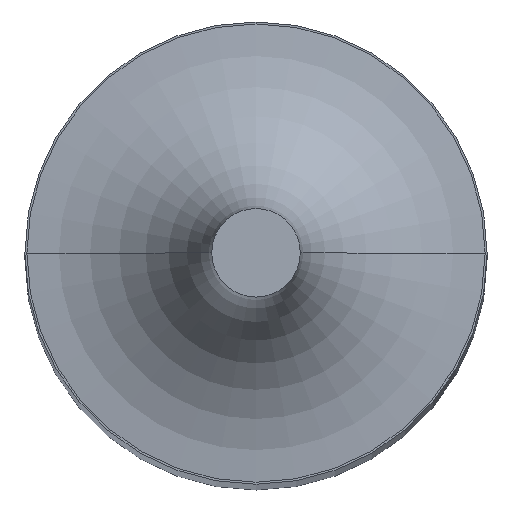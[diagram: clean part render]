
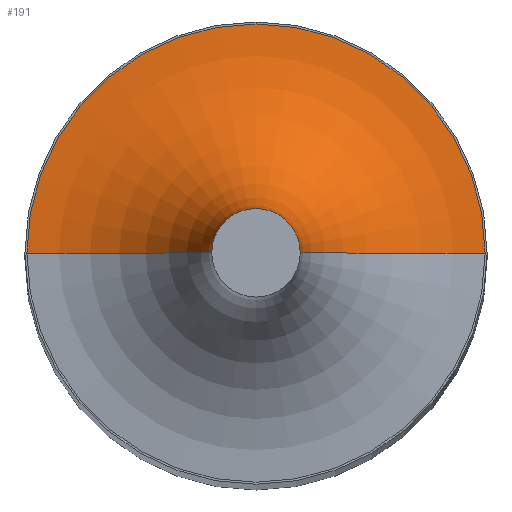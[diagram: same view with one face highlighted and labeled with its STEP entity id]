
A CAD part, top view. The second image highlights one B-rep face of the part: STEP entity #191.
In plain terms, the highlighted toroidal (fillet/blend) face has major radius 3.935 mm and minor radius 3.175 mm.
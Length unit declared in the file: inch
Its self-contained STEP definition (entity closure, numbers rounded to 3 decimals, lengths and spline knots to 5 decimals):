
#6 = ORIENTED_EDGE ( 'NONE', *, *, #119, .F. ) ;
#15 = DIRECTION ( 'NONE',  ( 1., 0., 0. ) ) ;
#17 = CIRCLE ( 'NONE', #312, 0.15491 ) ;
#26 = DIRECTION ( 'NONE',  ( 0., -1., 0. ) ) ;
#33 = FACE_OUTER_BOUND ( 'NONE', #233, .T. ) ;
#35 = DIRECTION ( 'NONE',  ( 0., 1., 0. ) ) ;
#37 = VERTEX_POINT ( 'NONE', #160 ) ;
#42 = DIRECTION ( 'NONE',  ( -1., 0., 0. ) ) ;
#45 = AXIS2_PLACEMENT_3D ( 'NONE', #407, #246, #129 ) ;
#68 = CARTESIAN_POINT ( 'NONE',  ( 0., 0., 2.37 ) ) ;
#72 = EDGE_CURVE ( 'NONE', #37, #381, #202, .T. ) ;
#77 = TOROIDAL_SURFACE ( 'NONE', #45, 0.15491, 0.125 ) ;
#89 = AXIS2_PLACEMENT_3D ( 'NONE', #372, #402, #42 ) ;
#103 = VERTEX_POINT ( 'NONE', #168 ) ;
#119 = EDGE_CURVE ( 'NONE', #103, #381, #17, .T. ) ;
#129 = DIRECTION ( 'NONE',  ( -1., 0., 0. ) ) ;
#160 = CARTESIAN_POINT ( 'NONE',  ( 0.02991, 0., 2.495 ) ) ;
#168 = CARTESIAN_POINT ( 'NONE',  ( -0.15491, 0., 2.37 ) ) ;
#177 = EDGE_CURVE ( 'NONE', #406, #103, #400, .T. ) ;
#178 = AXIS2_PLACEMENT_3D ( 'NONE', #332, #35, #232 ) ;
#191 = ADVANCED_FACE ( 'NONE', ( #33 ), #77, .F. ) ;
#199 = ORIENTED_EDGE ( 'NONE', *, *, #72, .T. ) ;
#202 = CIRCLE ( 'NONE', #307, 0.125 ) ;
#210 = CARTESIAN_POINT ( 'NONE',  ( 0.15491, 0., 2.37 ) ) ;
#218 = CIRCLE ( 'NONE', #89, 0.02991 ) ;
#225 = DIRECTION ( 'NONE',  ( -1., 0., 0. ) ) ;
#228 = ORIENTED_EDGE ( 'NONE', *, *, #177, .F. ) ;
#232 = DIRECTION ( 'NONE',  ( 0., 0., 1. ) ) ;
#233 = EDGE_LOOP ( 'NONE', ( #262, #199, #6, #228 ) ) ;
#246 = DIRECTION ( 'NONE',  ( 0., 0., 1. ) ) ;
#262 = ORIENTED_EDGE ( 'NONE', *, *, #380, .T. ) ;
#263 = DIRECTION ( 'NONE',  ( 0., 0., -1. ) ) ;
#307 = AXIS2_PLACEMENT_3D ( 'NONE', #353, #26, #15 ) ;
#312 = AXIS2_PLACEMENT_3D ( 'NONE', #68, #263, #225 ) ;
#332 = CARTESIAN_POINT ( 'NONE',  ( -0.15491, 0., 2.495 ) ) ;
#353 = CARTESIAN_POINT ( 'NONE',  ( 0.15491, 0., 2.495 ) ) ;
#372 = CARTESIAN_POINT ( 'NONE',  ( 0., 0., 2.495 ) ) ;
#378 = CARTESIAN_POINT ( 'NONE',  ( -0.02991, 0., 2.495 ) ) ;
#380 = EDGE_CURVE ( 'NONE', #406, #37, #218, .T. ) ;
#381 = VERTEX_POINT ( 'NONE', #210 ) ;
#400 = CIRCLE ( 'NONE', #178, 0.125 ) ;
#402 = DIRECTION ( 'NONE',  ( 0., 0., -1. ) ) ;
#406 = VERTEX_POINT ( 'NONE', #378 ) ;
#407 = CARTESIAN_POINT ( 'NONE',  ( 0., 0., 2.495 ) ) ;
